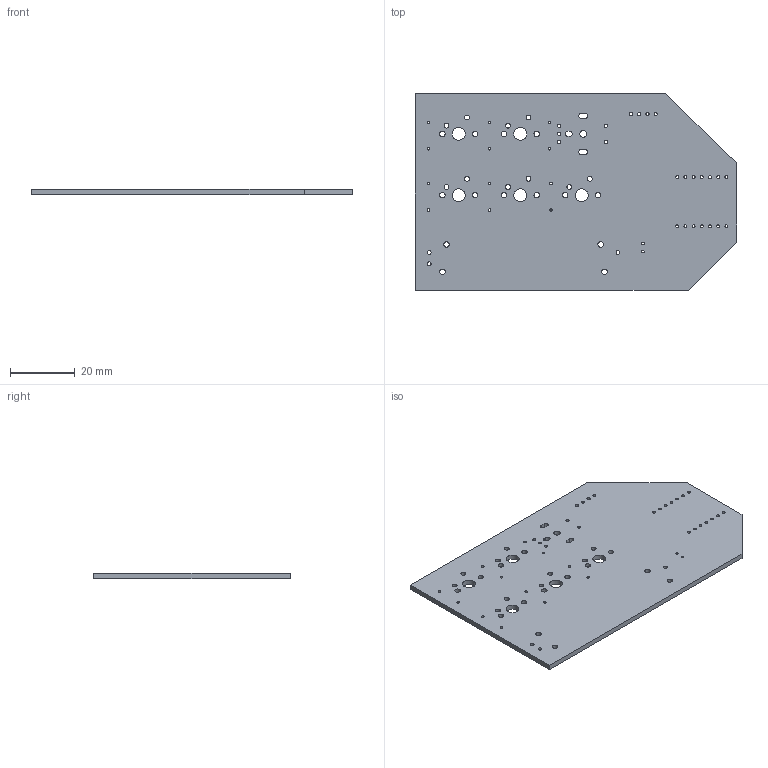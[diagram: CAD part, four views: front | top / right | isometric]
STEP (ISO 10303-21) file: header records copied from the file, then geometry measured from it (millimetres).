
FILE_DESCRIPTION(('KiCad electronic assembly'),'2;1');
FILE_NAME('meowpad.step','2025-02-15T09:40:44',('Pcbnew'),('Kicad'), 'Open CASCADE STEP processor 7.8','KiCad to STEP converter','Unknown' );
FILE_SCHEMA(('AUTOMOTIVE_DESIGN { 1 0 10303 214 1 1 1 1 }'));
Length unit declared in the file: millimetre
Products named in the file (2): meowpad 1; meowpad_PCB
Assembly tree (1 placements, depth 2):
  meowpad 1
    meowpad_PCB
Bounding box: 99.5 x 61 x 1.6 mm (x, y, z)
Volume: 8909.1 mm3; surface area: 12137.2 mm2
Topology: 1 solids, 1 shells, 90 faces, 264 edges, 176 vertices
Faces by surface type: cylinder 76, plane 14
Full cylindrical faces by diameter (mm): 0.8 x14, 0.889 x14, 1 x9, 1.2 x3, 1.5 x10, 1.7 x14, 2.1 x1, 4 x5
Entity records: 3409 total; most frequent: DIRECTION 600, CARTESIAN_POINT 532, ORIENTED_EDGE 528, EDGE_CURVE 264, AXIS2_PLACEMENT_3D 244, FACE_BOUND 236, EDGE_LOOP 236, VERTEX_POINT 176
